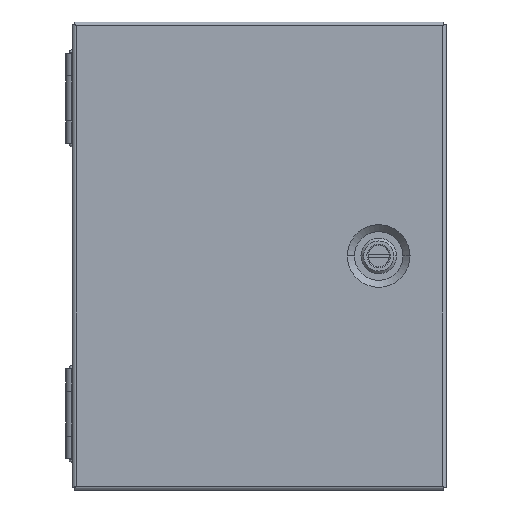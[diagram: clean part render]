
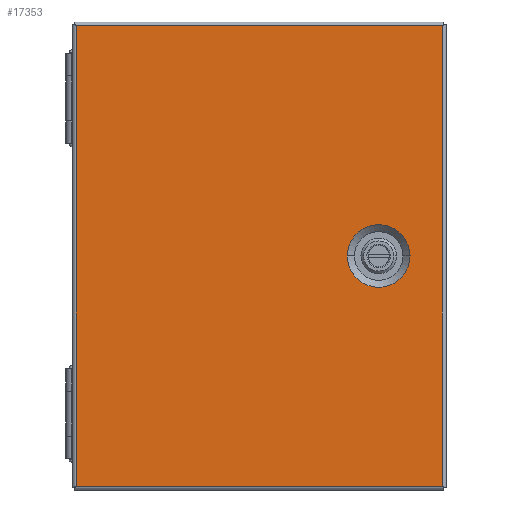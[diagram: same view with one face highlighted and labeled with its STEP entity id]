
A CAD part, top view. The second image highlights one B-rep face of the part: STEP entity #17353.
In plain terms, the highlighted planar face has unit normal (0, 0, 1).
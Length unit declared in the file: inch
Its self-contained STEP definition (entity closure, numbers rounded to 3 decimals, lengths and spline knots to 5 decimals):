
#198 = EDGE_CURVE ( 'NONE', #2299, #4159, #12079, .T. ) ;
#727 = CARTESIAN_POINT ( 'NONE',  ( 4.0425, -5.104, 4.118 ) ) ;
#1098 = CARTESIAN_POINT ( 'NONE',  ( -4.0855, 5.104, 4.118 ) ) ;
#1504 = ORIENTED_EDGE ( 'NONE', *, *, #18324, .T. ) ;
#2068 = VECTOR ( 'NONE', #11556, 39.37008 ) ;
#2075 = FACE_BOUND ( 'NONE', #2430, .T. ) ;
#2299 = VERTEX_POINT ( 'NONE', #13303 ) ;
#2346 = VERTEX_POINT ( 'NONE', #7383 ) ;
#2366 = EDGE_CURVE ( 'NONE', #17065, #2346, #17437, .T. ) ;
#2430 = EDGE_LOOP ( 'NONE', ( #21974, #1504 ) ) ;
#2532 = CARTESIAN_POINT ( 'NONE',  ( 4.0425, -5.104, 4.118 ) ) ;
#3064 = EDGE_CURVE ( 'NONE', #23128, #2299, #4381, .T. ) ;
#3697 = CIRCLE ( 'NONE', #4144, 0.69489 ) ;
#4144 = AXIS2_PLACEMENT_3D ( 'NONE', #10121, #8321, #19267 ) ;
#4159 = VERTEX_POINT ( 'NONE', #22106 ) ;
#4381 = LINE ( 'NONE', #2532, #2068 ) ;
#4441 = AXIS2_PLACEMENT_3D ( 'NONE', #16387, #14548, #20088 ) ;
#5174 = DIRECTION ( 'NONE',  ( 0., -1., 0. ) ) ;
#5910 = DIRECTION ( 'NONE',  ( 0., 0., 1. ) ) ;
#6557 = VECTOR ( 'NONE', #22708, 39.37008 ) ;
#7022 = AXIS2_PLACEMENT_3D ( 'NONE', #11242, #5910, #14757 ) ;
#7297 = ORIENTED_EDGE ( 'NONE', *, *, #11398, .T. ) ;
#7383 = CARTESIAN_POINT ( 'NONE',  ( 1.93361, 0., 4.118 ) ) ;
#7989 = VERTEX_POINT ( 'NONE', #1098 ) ;
#8321 = DIRECTION ( 'NONE',  ( 0., 0., -1. ) ) ;
#9065 = EDGE_CURVE ( 'NONE', #7989, #23128, #12244, .T. ) ;
#10121 = CARTESIAN_POINT ( 'NONE',  ( 2.6285, 0., 4.118 ) ) ;
#10576 = ORIENTED_EDGE ( 'NONE', *, *, #3064, .T. ) ;
#11242 = CARTESIAN_POINT ( 'NONE',  ( 4.0425, -5.104, 4.118 ) ) ;
#11398 = EDGE_CURVE ( 'NONE', #4159, #7989, #20981, .T. ) ;
#11422 = EDGE_LOOP ( 'NONE', ( #7297, #18586, #10576, #16072 ) ) ;
#11556 = DIRECTION ( 'NONE',  ( 1., 0., 0. ) ) ;
#12079 = LINE ( 'NONE', #727, #6557 ) ;
#12244 = LINE ( 'NONE', #21501, #15715 ) ;
#13303 = CARTESIAN_POINT ( 'NONE',  ( 4.0425, -5.104, 4.118 ) ) ;
#13801 = VECTOR ( 'NONE', #17590, 39.37008 ) ;
#13892 = FACE_OUTER_BOUND ( 'NONE', #11422, .T. ) ;
#13914 = CARTESIAN_POINT ( 'NONE',  ( 4.0425, 5.104, 4.118 ) ) ;
#14548 = DIRECTION ( 'NONE',  ( 0., 0., -1. ) ) ;
#14757 = DIRECTION ( 'NONE',  ( 1., 0., 0. ) ) ;
#15510 = CARTESIAN_POINT ( 'NONE',  ( 3.32339, 0., 4.118 ) ) ;
#15715 = VECTOR ( 'NONE', #5174, 39.37008 ) ;
#16072 = ORIENTED_EDGE ( 'NONE', *, *, #198, .T. ) ;
#16387 = CARTESIAN_POINT ( 'NONE',  ( 2.6285, 0., 4.118 ) ) ;
#17065 = VERTEX_POINT ( 'NONE', #15510 ) ;
#17353 = ADVANCED_FACE ( 'NONE', ( #2075, #13892 ), #20361, .T. ) ;
#17437 = CIRCLE ( 'NONE', #4441, 0.69489 ) ;
#17590 = DIRECTION ( 'NONE',  ( -1., 0., 0. ) ) ;
#18324 = EDGE_CURVE ( 'NONE', #2346, #17065, #3697, .T. ) ;
#18586 = ORIENTED_EDGE ( 'NONE', *, *, #9065, .T. ) ;
#19267 = DIRECTION ( 'NONE',  ( 1., 0., 0. ) ) ;
#20088 = DIRECTION ( 'NONE',  ( 1., 0., 0. ) ) ;
#20361 = PLANE ( 'NONE',  #7022 ) ;
#20981 = LINE ( 'NONE', #13914, #13801 ) ;
#21042 = CARTESIAN_POINT ( 'NONE',  ( -4.0855, -5.104, 4.118 ) ) ;
#21501 = CARTESIAN_POINT ( 'NONE',  ( -4.0855, -5.104, 4.118 ) ) ;
#21974 = ORIENTED_EDGE ( 'NONE', *, *, #2366, .T. ) ;
#22106 = CARTESIAN_POINT ( 'NONE',  ( 4.0425, 5.104, 4.118 ) ) ;
#22708 = DIRECTION ( 'NONE',  ( 0., 1., 0. ) ) ;
#23128 = VERTEX_POINT ( 'NONE', #21042 ) ;
